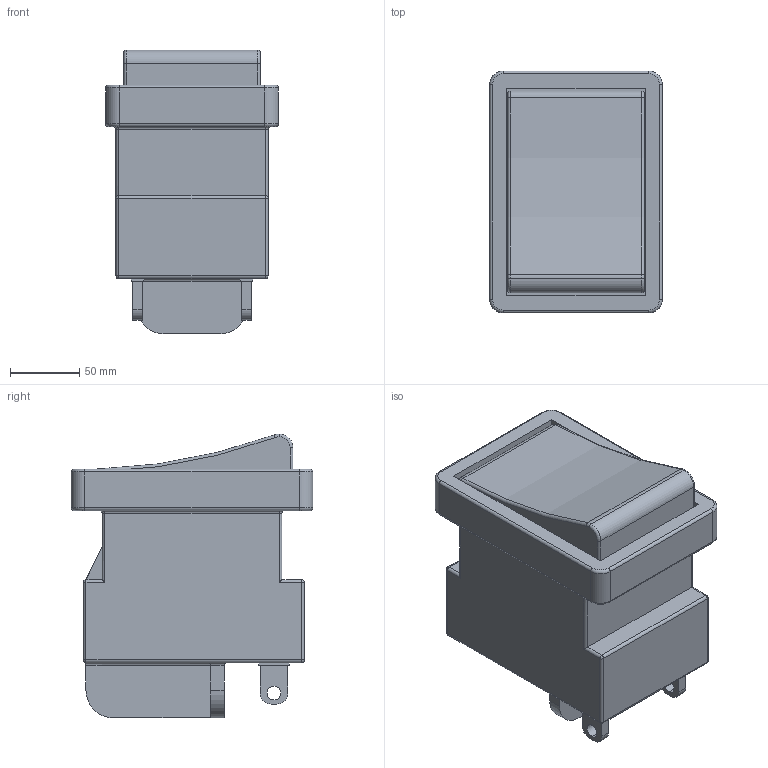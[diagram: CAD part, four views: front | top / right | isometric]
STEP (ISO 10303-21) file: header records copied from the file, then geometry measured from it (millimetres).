
FILE_DESCRIPTION (( 'STEP AP203' ), '1' );
FILE_NAME ('Part1.STEP', '2017-11-16T06:43:51', ( '' ), ( '' ), 'SwSTEP 2.0', 'SolidWorks 2016', '' );
FILE_SCHEMA (( 'CONFIG_CONTROL_DESIGN' ));
Length unit declared in the file: millimetre
Products named in the file (1): Part1
Bounding box: 125 x 175 x 205.4 mm (x, y, z)
Volume: 2633535.5 mm3; surface area: 193103.9 mm2
Topology: 4 solids, 4 shells, 198 faces, 464 edges, 280 vertices
Faces by surface type: plane 110, cylinder 60, torus 20, sphere 8
Entity records: 5589 total; most frequent: DIRECTION 970, CARTESIAN_POINT 965, ORIENTED_EDGE 912, EDGE_CURVE 456, AXIS2_PLACEMENT_3D 325, LINE 320, VECTOR 320, VERTEX_POINT 280
